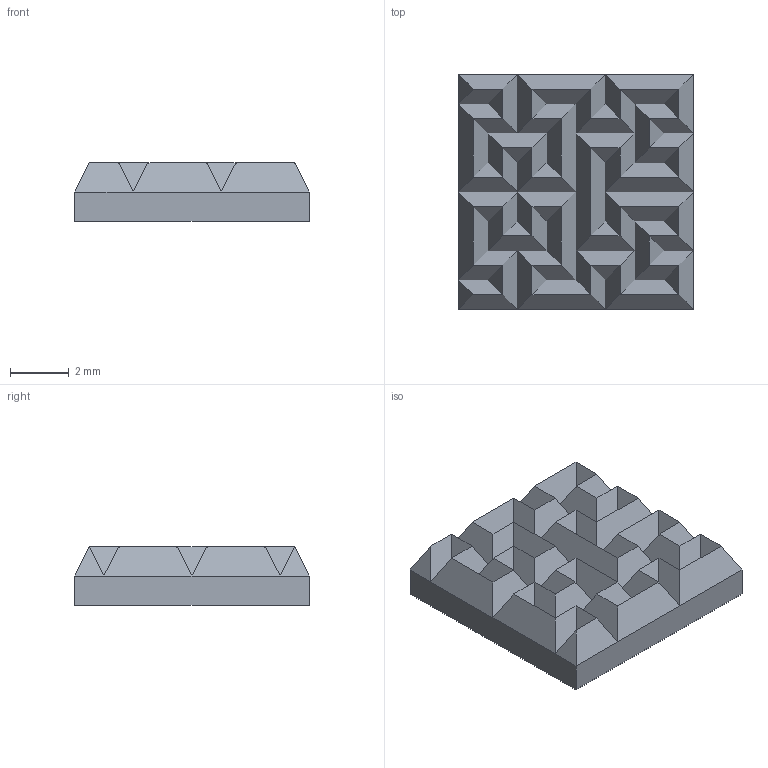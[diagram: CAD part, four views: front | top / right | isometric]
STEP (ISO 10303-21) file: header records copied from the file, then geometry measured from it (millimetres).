
FILE_DESCRIPTION(('Hilbert curve absorber geometry, order 3'),'2;1');
FILE_NAME('hilbert3','',('Matthew Petroff'),(''),'Open CASCADE STEP processor 7.3','FreeCAD','');
FILE_SCHEMA(('AUTOMOTIVE_DESIGN { 1 0 10303 214 1 1 1 1 }'));
Length unit declared in the file: millimetre
Products named in the file (1): Open CASCADE STEP translator 7.3 1
Bounding box: 8 x 8 x 2 mm (x, y, z)
Volume: 95.8 mm3; surface area: 239.1 mm2
Topology: 1 solids, 1 shells, 109 faces, 216 edges, 109 vertices
Faces by surface type: plane 109
Entity records: 2620 total; most frequent: DIRECTION 436, CARTESIAN_POINT 435, ORIENTED_EDGE 432, EDGE_CURVE 216, LINE 216, VECTOR 216, AXIS2_PLACEMENT_3D 110, ADVANCED_FACE 109
